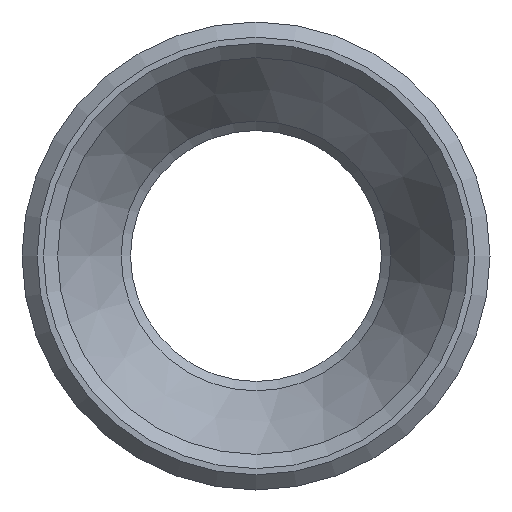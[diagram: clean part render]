
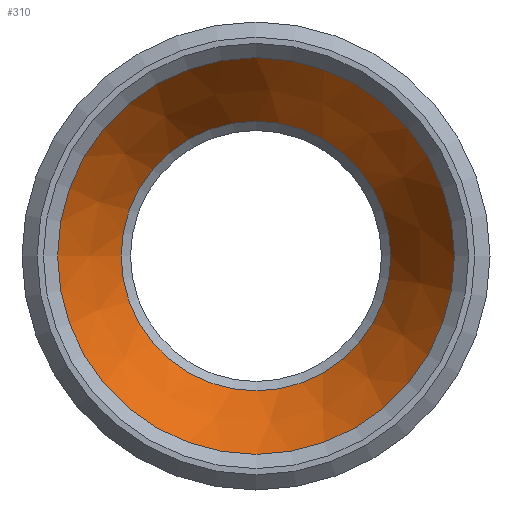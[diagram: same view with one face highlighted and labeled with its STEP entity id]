
A CAD part, front view. The second image highlights one B-rep face of the part: STEP entity #310.
In plain terms, the highlighted conical face has half-angle 30 degrees and reference radius 13.438 mm.
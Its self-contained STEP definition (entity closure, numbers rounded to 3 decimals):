
#27=CONICAL_SURFACE('',#362,13.437,0.524);
#46=FACE_OUTER_BOUND('',#69,.T.);
#69=EDGE_LOOP('',(#261,#262,#263,#264));
#91=LINE('',#549,#111);
#111=VECTOR('',#455,13.437);
#132=CIRCLE('',#361,16.);
#133=CIRCLE('',#363,10.875);
#154=VERTEX_POINT('',#544);
#155=VERTEX_POINT('',#548);
#190=EDGE_CURVE('',#154,#154,#132,.T.);
#191=EDGE_CURVE('',#154,#155,#91,.T.);
#192=EDGE_CURVE('',#155,#155,#133,.T.);
#261=ORIENTED_EDGE('',*,*,#190,.T.);
#262=ORIENTED_EDGE('',*,*,#191,.T.);
#263=ORIENTED_EDGE('',*,*,#192,.F.);
#264=ORIENTED_EDGE('',*,*,#191,.F.);
#310=ADVANCED_FACE('',(#46),#27,.F.);
#361=AXIS2_PLACEMENT_3D('',#546,#451,#452);
#362=AXIS2_PLACEMENT_3D('',#547,#453,#454);
#363=AXIS2_PLACEMENT_3D('',#550,#456,#457);
#451=DIRECTION('center_axis',(0.,-1.,0.));
#452=DIRECTION('ref_axis',(1.,0.,0.));
#453=DIRECTION('center_axis',(0.,-1.,0.));
#454=DIRECTION('ref_axis',(1.,0.,0.));
#455=DIRECTION('',(0.5,0.866,0.));
#456=DIRECTION('center_axis',(0.,-1.,0.));
#457=DIRECTION('ref_axis',(1.,0.,0.));
#544=CARTESIAN_POINT('',(-16.,4.5,0.));
#546=CARTESIAN_POINT('Origin',(0.,4.5,0.));
#547=CARTESIAN_POINT('Origin',(0.,8.938,0.));
#548=CARTESIAN_POINT('',(-10.875,13.377,0.));
#549=CARTESIAN_POINT('',(-13.437,8.938,0.));
#550=CARTESIAN_POINT('Origin',(0.,13.377,0.));
